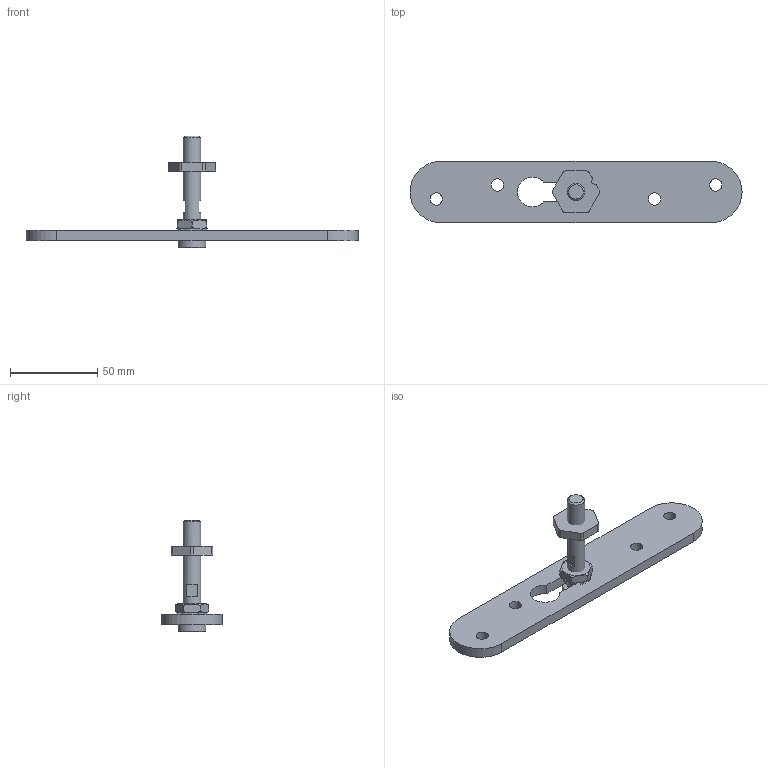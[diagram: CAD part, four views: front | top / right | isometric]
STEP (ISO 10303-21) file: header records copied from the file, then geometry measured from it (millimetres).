
FILE_DESCRIPTION(/* description */ ('FIXATION PANNEAU ACIER'),/* implementation_level */ '2;1');
FILE_NAME(/* name */ '13044.stp',/* time_stamp */ '2025-01-21T10:08:20+01:00',/* author */ ('Didierr'),/* organization */ (''),/* preprocessor_version */ 'ST-DEVELOPER v18.1',/* originating_system */ 'Autodesk Inventor 2021',/* authorisation */ '');
FILE_SCHEMA (('CONFIG_CONTROL_DESIGN'));
Length unit declared in the file: millimetre
Products named in the file (6): 26237; 26239; 26238; 09016; 06010; 26217
Assembly tree (5 placements, depth 2):
  26237
    26239
    26238
    09016
    06010
    26217
Bounding box: 190 x 35 x 64 mm (x, y, z)
Volume: 43385.8 mm3; surface area: 20208.1 mm2
Topology: 5 solids, 5 shells, 121 faces, 324 edges, 216 vertices
Faces by surface type: cylinder 62, plane 54, torus 4, cone 1
Full cylindrical faces by diameter (mm): 7 x4, 8.376 x2, 10 x1, 10.2 x1, 16 x1
Entity records: 4395 total; most frequent: CARTESIAN_POINT 936, DIRECTION 714, ORIENTED_EDGE 648, EDGE_CURVE 324, AXIS2_PLACEMENT_3D 272, VERTEX_POINT 216, LINE 170, VECTOR 170
